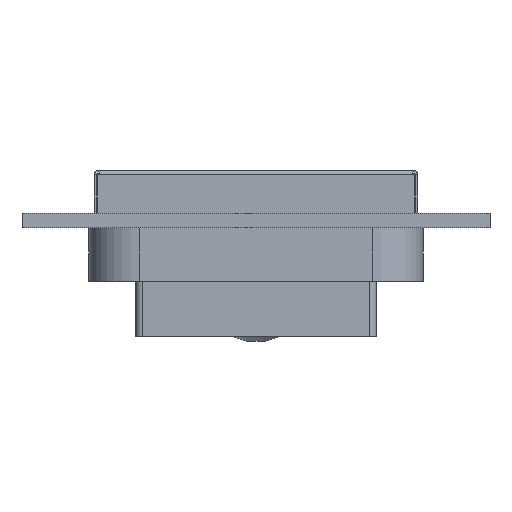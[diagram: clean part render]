
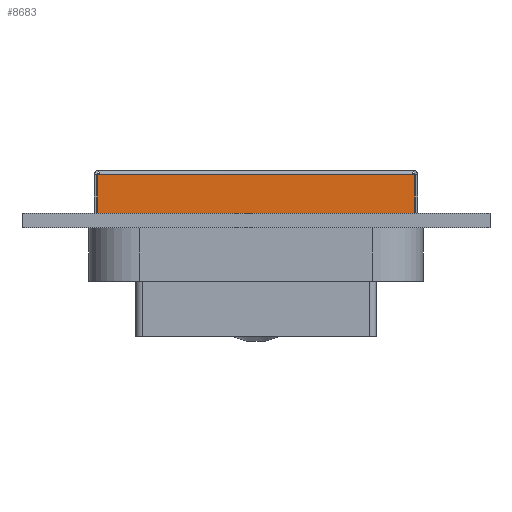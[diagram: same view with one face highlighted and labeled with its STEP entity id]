
A CAD part, front view. The second image highlights one B-rep face of the part: STEP entity #8683.
In plain terms, the highlighted planar face has unit normal (0, -1, 0).
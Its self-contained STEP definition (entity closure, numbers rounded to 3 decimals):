
#511 = EDGE_CURVE ( 'NONE', #22482, #3531, #6970, .T. ) ;
#981 = LINE ( 'NONE', #13322, #2563 ) ;
#1129 = DIRECTION ( 'NONE',  ( 0., 0., -1. ) ) ;
#2182 = VECTOR ( 'NONE', #26018, 1000. ) ;
#2184 = LINE ( 'NONE', #6509, #12547 ) ;
#2563 = VECTOR ( 'NONE', #19978, 1000. ) ;
#3440 = VERTEX_POINT ( 'NONE', #26034 ) ;
#3531 = VERTEX_POINT ( 'NONE', #25116 ) ;
#3535 = DIRECTION ( 'NONE',  ( 0., 1., 0. ) ) ;
#4182 = VECTOR ( 'NONE', #12974, 1000. ) ;
#5431 = CARTESIAN_POINT ( 'NONE',  ( 265.579, 350.903, 3.99 ) ) ;
#5707 = CARTESIAN_POINT ( 'NONE',  ( 289.192, 350.903, 1.09 ) ) ;
#5840 = LINE ( 'NONE', #6233, #12251 ) ;
#6233 = CARTESIAN_POINT ( 'NONE',  ( 144.202, 350.903, 1.09 ) ) ;
#6509 = CARTESIAN_POINT ( 'NONE',  ( 144.202, 350.903, 3.99 ) ) ;
#6718 = LINE ( 'NONE', #21283, #8296 ) ;
#6928 = ORIENTED_EDGE ( 'NONE', *, *, #22454, .T. ) ;
#6970 = LINE ( 'NONE', #23448, #4182 ) ;
#7388 = EDGE_CURVE ( 'NONE', #3440, #23973, #2184, .T. ) ;
#8014 = EDGE_CURVE ( 'NONE', #3440, #22482, #21495, .T. ) ;
#8296 = VECTOR ( 'NONE', #10953, 1000. ) ;
#8683 = ADVANCED_FACE ( 'NONE', ( #26021 ), #13869, .F. ) ;
#8768 = VERTEX_POINT ( 'NONE', #5707 ) ;
#9146 = ORIENTED_EDGE ( 'NONE', *, *, #7388, .F. ) ;
#10125 = ORIENTED_EDGE ( 'NONE', *, *, #511, .T. ) ;
#10167 = CARTESIAN_POINT ( 'NONE',  ( 265.412, 350.903, 3.99 ) ) ;
#10920 = VERTEX_POINT ( 'NONE', #16616 ) ;
#10953 = DIRECTION ( 'NONE',  ( -1., 0., 0. ) ) ;
#11308 = EDGE_CURVE ( 'NONE', #3531, #8768, #5840, .T. ) ;
#12251 = VECTOR ( 'NONE', #14124, 1000. ) ;
#12282 = ORIENTED_EDGE ( 'NONE', *, *, #8014, .T. ) ;
#12547 = VECTOR ( 'NONE', #12635, 1000. ) ;
#12635 = DIRECTION ( 'NONE',  ( 1., 0., 0. ) ) ;
#12974 = DIRECTION ( 'NONE',  ( 0., 0., -1. ) ) ;
#13322 = CARTESIAN_POINT ( 'NONE',  ( 289.192, 350.903, 3.99 ) ) ;
#13869 = PLANE ( 'NONE',  #14729 ) ;
#14124 = DIRECTION ( 'NONE',  ( 1., 0., 0. ) ) ;
#14729 = AXIS2_PLACEMENT_3D ( 'NONE', #20133, #3535, #1129 ) ;
#15080 = EDGE_CURVE ( 'NONE', #10920, #23973, #6718, .T. ) ;
#16366 = EDGE_LOOP ( 'NONE', ( #9146, #12282, #10125, #24797, #6928, #23269 ) ) ;
#16616 = CARTESIAN_POINT ( 'NONE',  ( 289.192, 350.903, 3.99 ) ) ;
#19925 = CARTESIAN_POINT ( 'NONE',  ( 289.025, 350.903, 3.99 ) ) ;
#19978 = DIRECTION ( 'NONE',  ( 0., 0., 1. ) ) ;
#20133 = CARTESIAN_POINT ( 'NONE',  ( 144.202, 350.903, 1.09 ) ) ;
#21283 = CARTESIAN_POINT ( 'NONE',  ( 289.025, 350.903, 3.99 ) ) ;
#21495 = LINE ( 'NONE', #5431, #2182 ) ;
#22454 = EDGE_CURVE ( 'NONE', #8768, #10920, #981, .T. ) ;
#22482 = VERTEX_POINT ( 'NONE', #10167 ) ;
#23269 = ORIENTED_EDGE ( 'NONE', *, *, #15080, .T. ) ;
#23448 = CARTESIAN_POINT ( 'NONE',  ( 265.412, 350.903, 3.99 ) ) ;
#23973 = VERTEX_POINT ( 'NONE', #19925 ) ;
#24797 = ORIENTED_EDGE ( 'NONE', *, *, #11308, .T. ) ;
#25116 = CARTESIAN_POINT ( 'NONE',  ( 265.412, 350.903, 1.09 ) ) ;
#26018 = DIRECTION ( 'NONE',  ( -1., 0., 0. ) ) ;
#26021 = FACE_OUTER_BOUND ( 'NONE', #16366, .T. ) ;
#26034 = CARTESIAN_POINT ( 'NONE',  ( 265.579, 350.903, 3.99 ) ) ;
